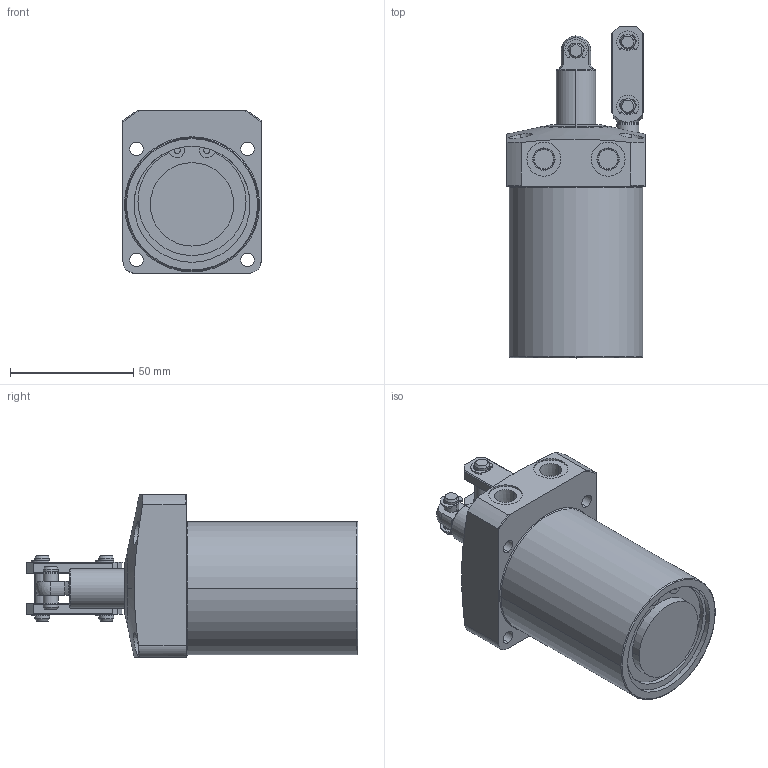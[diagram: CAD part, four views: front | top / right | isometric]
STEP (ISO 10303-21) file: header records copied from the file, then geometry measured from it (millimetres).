
FILE_DESCRIPTION (( 'STEP AP203' ), '1' );
FILE_NAME ('WCE1601-2SR.STEP', '2018-12-15T06:24:55', ( '微软用户' ), ( '微软中国' ), 'SwSTEP 2.0', 'SolidWorks 2012', '' );
FILE_SCHEMA (( 'CONFIG_CONTROL_DESIGN' ));
Length unit declared in the file: millimetre
Products named in the file (8): WCE1600-S_槭暌溞; WCE1600_菛巍催獉; WCE1600_咂衝椳紕_; 4L50945-00咂搘1; 4L50946-00咂搘2; LJ0480_嵋裡葨凰_4L50905-00; ETW-4; WCE1601-2SR
Assembly tree (14 placements, depth 2):
  WCE1601-2SR
    WCE1600-S_槭暌溞
    WCE1600_菛巍催獉
    WCE1600_咂衝椳紕_
    4L50945-00咂搘1
    4L50946-00咂搘2  x2
    LJ0480_嵋裡葨凰_4L50905-00  x2
    ETW-4  x6
Bounding box: 56 x 134.5 x 66 mm (x, y, z)
Volume: 240293.5 mm3; surface area: 38457.7 mm2
Topology: 14 solids, 15 shells, 464 faces, 1151 edges, 742 vertices
Faces by surface type: cylinder 256, plane 132, cone 60, torus 14, sphere 2
Entity records: 9333 total; most frequent: CARTESIAN_POINT 1900, DIRECTION 1473, ORIENTED_EDGE 1250, EDGE_CURVE 625, AXIS2_PLACEMENT_3D 607, VERTEX_POINT 396, CIRCLE 322, EDGE_LOOP 311
